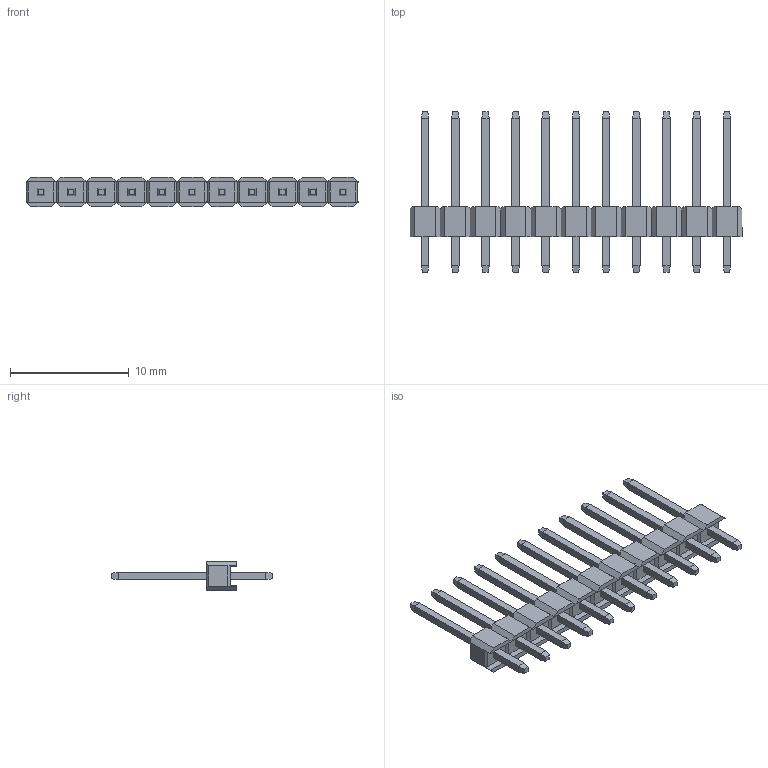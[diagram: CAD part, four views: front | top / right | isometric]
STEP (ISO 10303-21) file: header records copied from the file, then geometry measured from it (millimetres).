
FILE_DESCRIPTION (( 'STEP AP214' ), '1' );
FILE_NAME ('1x11 Male Pin Header.STEP', '2021-11-12T15:35:05', ( 'M.B.I.' ), ( '' ), 'SwSTEP 2.0', '', '' );
FILE_SCHEMA (( 'AUTOMOTIVE_DESIGN' ));
Length unit declared in the file: millimetre
Products named in the file (1): 1x11 Male Pin Header
Bounding box: 27.95 x 13.54 x 2.5 mm (x, y, z)
Volume: 191.8 mm3; surface area: 763.9 mm2
Topology: 12 solids, 12 shells, 426 faces, 1092 edges, 690 vertices
Faces by surface type: plane 426
Entity records: 12661 total; most frequent: CARTESIAN_POINT 2209, ORIENTED_EDGE 2184, DIRECTION 1946, VECTOR 1092, EDGE_CURVE 1092, LINE 1092, VERTEX_POINT 690, EDGE_LOOP 448
